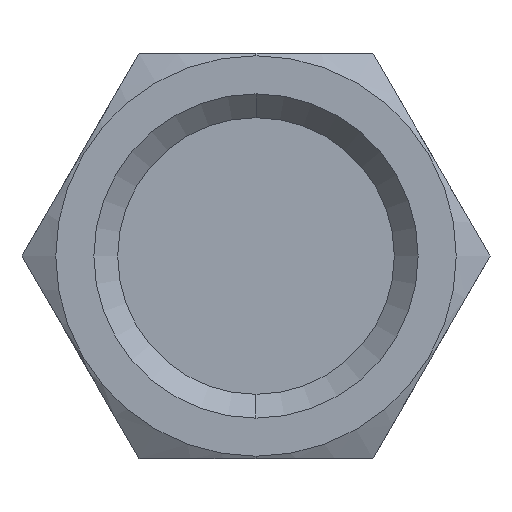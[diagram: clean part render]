
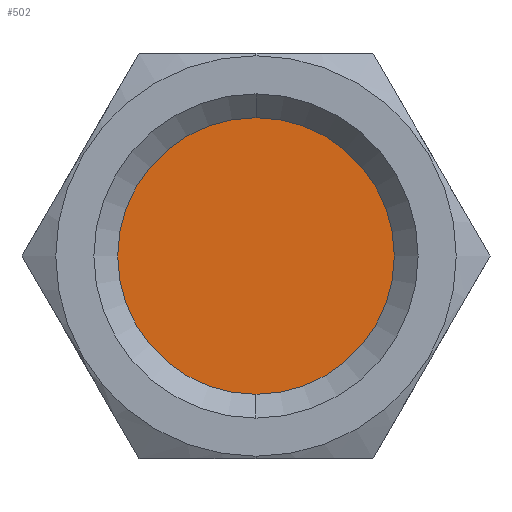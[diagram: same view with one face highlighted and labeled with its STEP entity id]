
A CAD part, front view. The second image highlights one B-rep face of the part: STEP entity #502.
In plain terms, the highlighted planar face has unit normal (0, -1, 0).
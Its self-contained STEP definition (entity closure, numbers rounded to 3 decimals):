
#49 = EDGE_CURVE ( 'NONE', #1523, #1535, #568, .T. ) ;
#170 = PLANE ( 'NONE',  #733 ) ;
#171 = CARTESIAN_POINT ( 'NONE',  ( 0., -13., 0. ) ) ;
#172 = DIRECTION ( 'NONE',  ( 0., -1., 0. ) ) ;
#173 = DIRECTION ( 'NONE',  ( 1., 0., 0. ) ) ;
#301 = CARTESIAN_POINT ( 'NONE',  ( 0., -13., -5.8 ) ) ;
#313 = CARTESIAN_POINT ( 'NONE',  ( 0., -13., 5.8 ) ) ;
#461 = EDGE_CURVE ( 'NONE', #1535, #1523, #570, .T. ) ;
#502 = ADVANCED_FACE ( 'NONE', ( #1432 ), #170, .T. ) ;
#568 = CIRCLE ( 'NONE', #785, 5.8 ) ;
#570 = CIRCLE ( 'NONE', #624, 5.8 ) ;
#624 = AXIS2_PLACEMENT_3D ( 'NONE', #1089, #1090, #1091 ) ;
#733 = AXIS2_PLACEMENT_3D ( 'NONE', #171, #172, #173 ) ;
#785 = AXIS2_PLACEMENT_3D ( 'NONE', #1214, #1215, #1216 ) ;
#842 = EDGE_LOOP ( 'NONE', ( #1635, #1636 ) ) ;
#1089 = CARTESIAN_POINT ( 'NONE',  ( 0., -13., 0. ) ) ;
#1090 = DIRECTION ( 'NONE',  ( 0., -1., 0. ) ) ;
#1091 = DIRECTION ( 'NONE',  ( 0., 0., -1. ) ) ;
#1214 = CARTESIAN_POINT ( 'NONE',  ( 0., -13., 0. ) ) ;
#1215 = DIRECTION ( 'NONE',  ( 0., -1., 0. ) ) ;
#1216 = DIRECTION ( 'NONE',  ( 0., 0., -1. ) ) ;
#1432 = FACE_OUTER_BOUND ( 'NONE', #842, .T. ) ;
#1523 = VERTEX_POINT ( 'NONE', #301 ) ;
#1535 = VERTEX_POINT ( 'NONE', #313 ) ;
#1635 = ORIENTED_EDGE ( 'NONE', *, *, #49, .T. ) ;
#1636 = ORIENTED_EDGE ( 'NONE', *, *, #461, .T. ) ;
